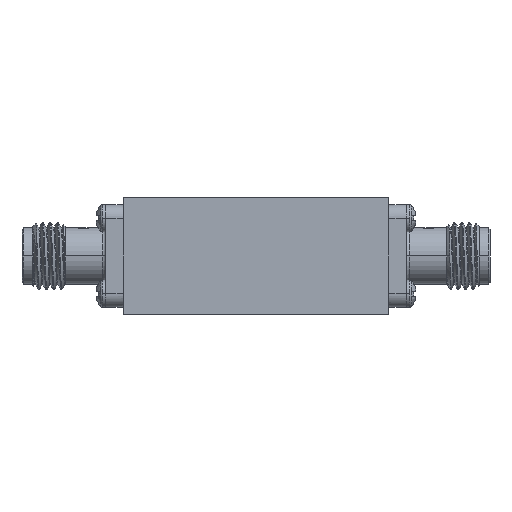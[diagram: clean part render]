
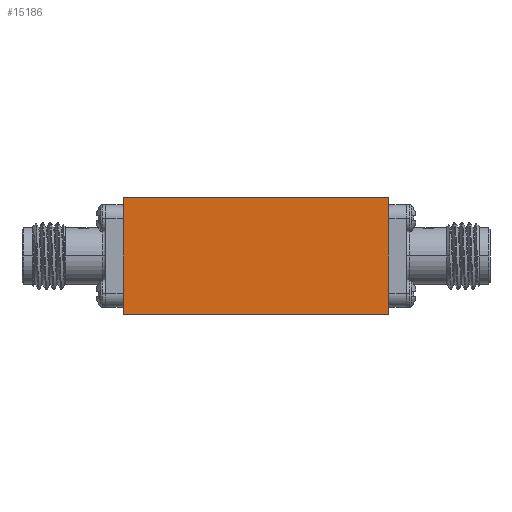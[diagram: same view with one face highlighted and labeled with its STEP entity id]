
A CAD part, left-side view. The second image highlights one B-rep face of the part: STEP entity #15186.
In plain terms, the highlighted planar face has unit normal (-1, 0, 0).
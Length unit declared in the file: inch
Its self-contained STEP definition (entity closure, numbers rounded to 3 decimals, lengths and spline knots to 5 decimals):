
#1034 = CARTESIAN_POINT ( 'NONE',  ( -1.37795, -0.49213, 0.21654 ) ) ;
#1415 = ORIENTED_EDGE ( 'NONE', *, *, #10725, .F. ) ;
#3232 = PLANE ( 'NONE',  #35807 ) ;
#5425 = LINE ( 'NONE', #16370, #8758 ) ;
#5970 = DIRECTION ( 'NONE',  ( 0., 0., -1. ) ) ;
#6031 = LINE ( 'NONE', #17349, #18920 ) ;
#7874 = DIRECTION ( 'NONE',  ( 0., -1., 0. ) ) ;
#8758 = VECTOR ( 'NONE', #36112, 39.37008 ) ;
#10667 = VERTEX_POINT ( 'NONE', #20086 ) ;
#10725 = EDGE_CURVE ( 'NONE', #20478, #31359, #6031, .T. ) ;
#12706 = CARTESIAN_POINT ( 'NONE',  ( -1.37795, -0.49213, 0.21654 ) ) ;
#15186 = ADVANCED_FACE ( 'NONE', ( #23103 ), #3232, .F. ) ;
#15713 = CARTESIAN_POINT ( 'NONE',  ( -1.37795, -0.49213, -0.21654 ) ) ;
#16370 = CARTESIAN_POINT ( 'NONE',  ( -1.37795, 0.49213, 0.21654 ) ) ;
#17349 = CARTESIAN_POINT ( 'NONE',  ( -1.37795, -0.49213, 0.21654 ) ) ;
#17583 = EDGE_LOOP ( 'NONE', ( #26878, #1415, #28147, #28626 ) ) ;
#18719 = VECTOR ( 'NONE', #26548, 39.37008 ) ;
#18920 = VECTOR ( 'NONE', #28666, 39.37008 ) ;
#20086 = CARTESIAN_POINT ( 'NONE',  ( -1.37795, 0.49213, 0.21654 ) ) ;
#20478 = VERTEX_POINT ( 'NONE', #21992 ) ;
#21992 = CARTESIAN_POINT ( 'NONE',  ( -1.37795, -0.49213, 0.21654 ) ) ;
#23103 = FACE_OUTER_BOUND ( 'NONE', #17583, .T. ) ;
#23982 = VERTEX_POINT ( 'NONE', #30366 ) ;
#25040 = EDGE_CURVE ( 'NONE', #23982, #31359, #32694, .T. ) ;
#25302 = DIRECTION ( 'NONE',  ( 1., 0., 0. ) ) ;
#26548 = DIRECTION ( 'NONE',  ( 0., -1., 0. ) ) ;
#26878 = ORIENTED_EDGE ( 'NONE', *, *, #25040, .T. ) ;
#28147 = ORIENTED_EDGE ( 'NONE', *, *, #33759, .F. ) ;
#28626 = ORIENTED_EDGE ( 'NONE', *, *, #31957, .T. ) ;
#28666 = DIRECTION ( 'NONE',  ( 0., 0., -1. ) ) ;
#30159 = VECTOR ( 'NONE', #7874, 39.37008 ) ;
#30366 = CARTESIAN_POINT ( 'NONE',  ( -1.37795, 0.49213, -0.21654 ) ) ;
#31359 = VERTEX_POINT ( 'NONE', #34519 ) ;
#31957 = EDGE_CURVE ( 'NONE', #10667, #23982, #5425, .T. ) ;
#32052 = LINE ( 'NONE', #12706, #18719 ) ;
#32694 = LINE ( 'NONE', #15713, #30159 ) ;
#33759 = EDGE_CURVE ( 'NONE', #10667, #20478, #32052, .T. ) ;
#34519 = CARTESIAN_POINT ( 'NONE',  ( -1.37795, -0.49213, -0.21654 ) ) ;
#35807 = AXIS2_PLACEMENT_3D ( 'NONE', #1034, #25302, #5970 ) ;
#36112 = DIRECTION ( 'NONE',  ( 0., 0., -1. ) ) ;
